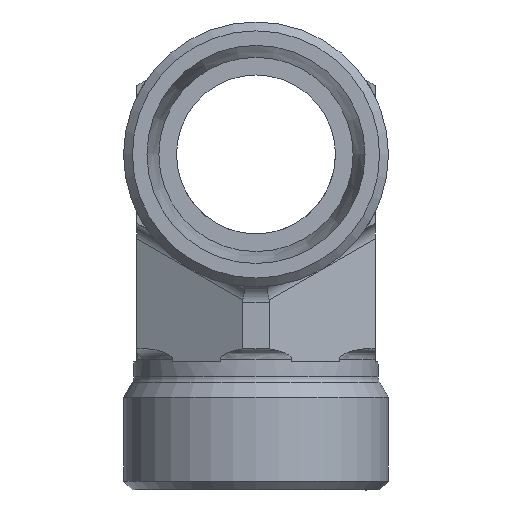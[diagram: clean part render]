
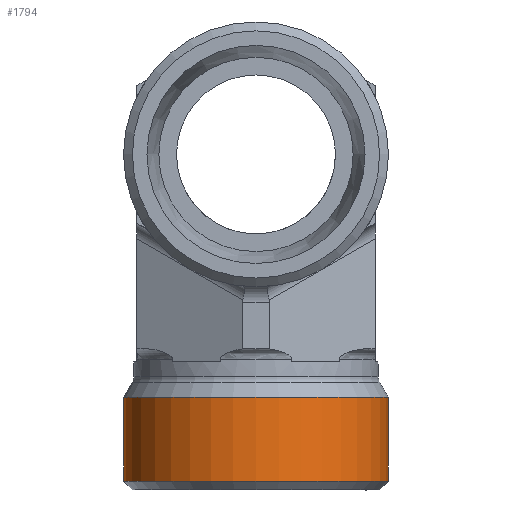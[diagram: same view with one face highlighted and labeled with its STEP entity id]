
A CAD part, front view. The second image highlights one B-rep face of the part: STEP entity #1794.
In plain terms, the highlighted cylindrical face has radius 15 mm (diameter 30 mm), a full revolution.
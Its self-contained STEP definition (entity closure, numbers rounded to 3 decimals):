
#1752=CARTESIAN_POINT('',(-33.185,9.544,-13.5));
#1753=VERTEX_POINT('',#1752);
#1754=CARTESIAN_POINT('',(-18.185,9.544,-13.5));
#1755=DIRECTION('',(0.0,0.0,-1.0));
#1756=DIRECTION('',(1.0,0.0,0.0));
#1757=AXIS2_PLACEMENT_3D('',#1754,#1755,#1756);
#1758=CIRCLE('',#1757,15.0);
#1759=EDGE_CURVE('',#1753,#1753,#1758,.T.);
#1775=CARTESIAN_POINT('',(-18.185,9.544,-14.5));
#1776=DIRECTION('',(0.,0.0,1.0));
#1777=DIRECTION('',(1.0,0.0,0.0));
#1778=AXIS2_PLACEMENT_3D('',#1775,#1776,#1777);
#1779=CYLINDRICAL_SURFACE('',#1778,15.0);
#1780=CARTESIAN_POINT('',(-33.185,9.544,-3.992));
#1781=VERTEX_POINT('',#1780);
#1782=CARTESIAN_POINT('',(-18.185,9.544,-3.992));
#1783=DIRECTION('',(0.0,0.0,-1.0));
#1784=DIRECTION('',(1.0,0.0,0.0));
#1785=AXIS2_PLACEMENT_3D('',#1782,#1783,#1784);
#1786=CIRCLE('',#1785,15.0);
#1787=EDGE_CURVE('',#1781,#1781,#1786,.T.);
#1788=ORIENTED_EDGE('',*,*,#1787,.T.);
#1789=EDGE_LOOP('',(#1788));
#1790=FACE_OUTER_BOUND('',#1789,.T.);
#1791=ORIENTED_EDGE('',*,*,#1759,.F.);
#1792=EDGE_LOOP('',(#1791));
#1793=FACE_BOUND('',#1792,.T.);
#1794=ADVANCED_FACE('',(#1790,#1793),#1779,.T.);
